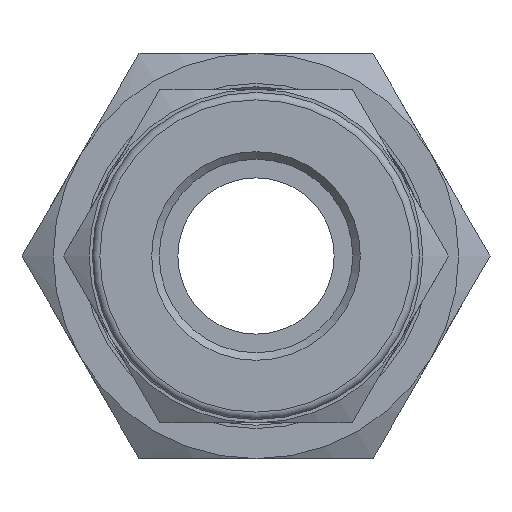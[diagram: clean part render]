
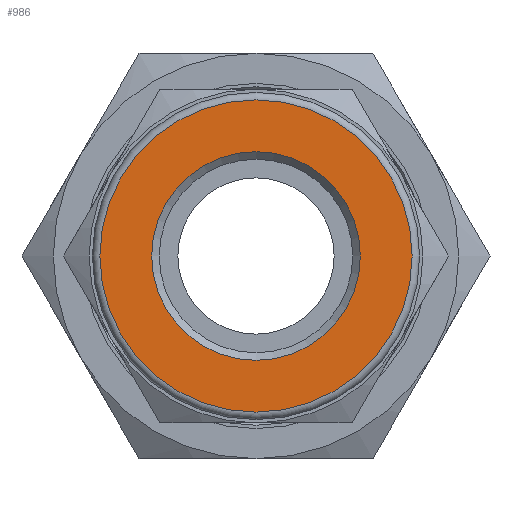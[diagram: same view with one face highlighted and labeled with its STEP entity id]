
A CAD part, left-side view. The second image highlights one B-rep face of the part: STEP entity #986.
In plain terms, the highlighted planar face has unit normal (-1, 0, 0).
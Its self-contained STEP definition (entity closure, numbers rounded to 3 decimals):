
#64=FACE_BOUND('',#230,.T.);
#91=CIRCLE('',#1094,6.95);
#92=CIRCLE('',#1096,10.4);
#158=FACE_OUTER_BOUND('',#229,.T.);
#229=EDGE_LOOP('',(#749));
#230=EDGE_LOOP('',(#750));
#445=VERTEX_POINT('',#1647);
#446=VERTEX_POINT('',#1651);
#556=EDGE_CURVE('',#445,#445,#91,.T.);
#557=EDGE_CURVE('',#446,#446,#92,.T.);
#749=ORIENTED_EDGE('',*,*,#557,.F.);
#750=ORIENTED_EDGE('',*,*,#556,.T.);
#950=PLANE('',#1095);
#986=ADVANCED_FACE('',(#158,#64),#950,.T.);
#1094=AXIS2_PLACEMENT_3D('',#1649,#1292,#1293);
#1095=AXIS2_PLACEMENT_3D('',#1650,#1294,#1295);
#1096=AXIS2_PLACEMENT_3D('',#1652,#1296,#1297);
#1292=DIRECTION('center_axis',(1.,0.,0.));
#1293=DIRECTION('ref_axis',(0.,0.,-1.));
#1294=DIRECTION('center_axis',(-1.,0.,0.));
#1295=DIRECTION('ref_axis',(0.,0.,1.));
#1296=DIRECTION('center_axis',(1.,0.,0.));
#1297=DIRECTION('ref_axis',(0.,0.,-1.));
#1647=CARTESIAN_POINT('',(-0.004,-6.95,0.));
#1649=CARTESIAN_POINT('Origin',(-0.004,0.,
0.));
#1650=CARTESIAN_POINT('Origin',(-0.004,10.4,0.));
#1651=CARTESIAN_POINT('',(-0.004,0.,10.4));
#1652=CARTESIAN_POINT('Origin',(-0.004,0.,
0.));
